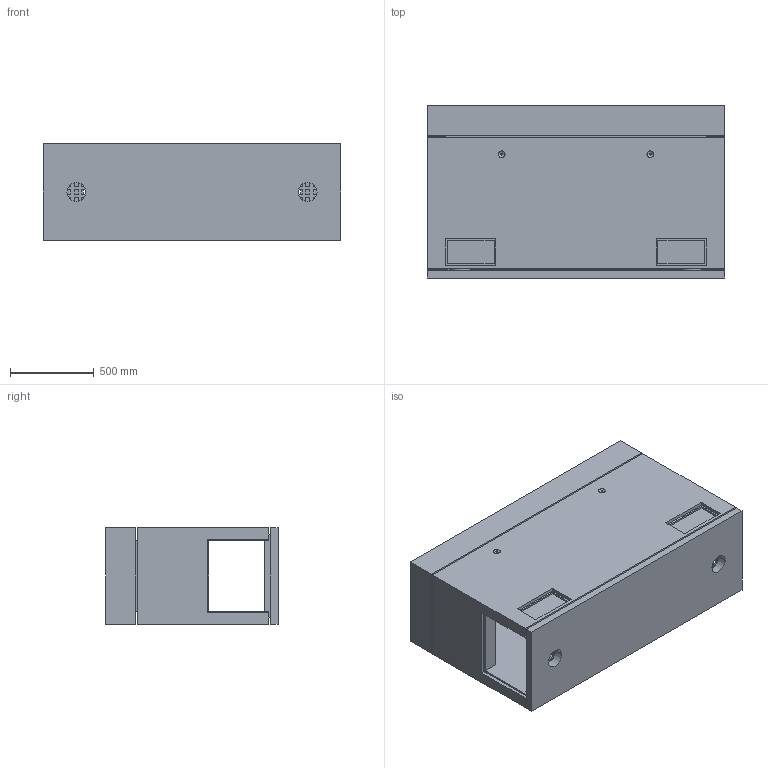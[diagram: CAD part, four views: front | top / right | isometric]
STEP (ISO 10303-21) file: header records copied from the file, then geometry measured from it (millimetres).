
FILE_DESCRIPTION (( 'STEP AP214' ), '1' );
FILE_NAME ('SC-A15.0416.15.103.STEP', '2020-11-03T10:35:46', ( '' ), ( '' ), 'SwSTEP 2.0', 'SolidWorks 2018', '' );
FILE_SCHEMA (( 'AUTOMOTIVE_DESIGN' ));
Length unit declared in the file: millimetre
Products named in the file (1): SC-A15.0416.15.103
Bounding box: 1780 x 1031 x 580 mm (x, y, z)
Surface area: 11564810.7 mm2 (no closed solid volume)
Topology: 0 solids, 19 shells, 225 faces, 745 edges, 531 vertices
Faces by surface type: plane 163, cylinder 40, bspline 14, torus 6, cone 2
Full cylindrical faces by diameter (mm): 5.81 x8, 10 x8, 40 x8
Entity records: 11640 total; most frequent: CARTESIAN_POINT 3030, DIRECTION 1114, ORIENTED_EDGE 1110, EDGE_CURVE 700, VECTOR 594, LINE 594, VERTEX_POINT 518, EDGE_LOOP 322
